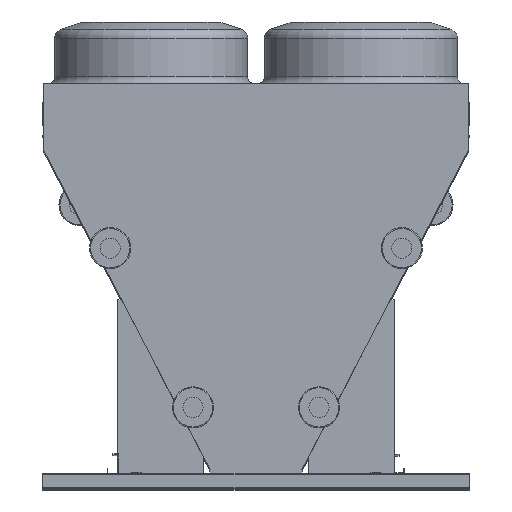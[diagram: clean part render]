
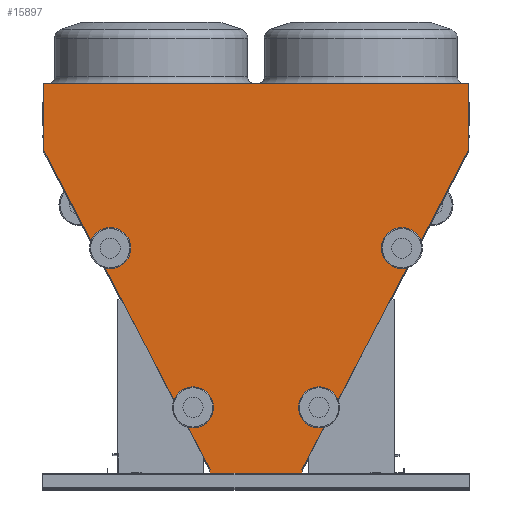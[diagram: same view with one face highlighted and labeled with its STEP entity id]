
A CAD part, top view. The second image highlights one B-rep face of the part: STEP entity #15897.
In plain terms, the highlighted planar face has unit normal (0, 0, 1).
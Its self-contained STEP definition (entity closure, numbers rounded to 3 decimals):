
#141 = ORIENTED_EDGE ( 'NONE', *, *, #15573, .T. ) ;
#158 = LINE ( 'NONE', #9069, #5072 ) ;
#227 = VECTOR ( 'NONE', #7791, 1000. ) ;
#294 = CARTESIAN_POINT ( 'NONE',  ( -246.893, 17.358, 0. ) ) ;
#308 = LINE ( 'NONE', #14470, #12153 ) ;
#933 = VECTOR ( 'NONE', #3009, 1000. ) ;
#971 = EDGE_CURVE ( 'NONE', #17575, #12846, #22659, .T. ) ;
#1094 = ORIENTED_EDGE ( 'NONE', *, *, #1411, .T. ) ;
#1270 = VECTOR ( 'NONE', #26403, 1000. ) ;
#1308 = CARTESIAN_POINT ( 'NONE',  ( -246.893, 17.358, 0. ) ) ;
#1411 = EDGE_CURVE ( 'NONE', #3092, #17575, #18350, .T. ) ;
#1458 = CARTESIAN_POINT ( 'NONE',  ( 279.893, 1.482, 0. ) ) ;
#1992 = DIRECTION ( 'NONE',  ( 0., -1., 0. ) ) ;
#2343 = ORIENTED_EDGE ( 'NONE', *, *, #16399, .T. ) ;
#2587 = LINE ( 'NONE', #22157, #12422 ) ;
#2801 = VERTEX_POINT ( 'NONE', #26321 ) ;
#2876 = CARTESIAN_POINT ( 'NONE',  ( 1127.607, 1711.053, 0. ) ) ;
#3009 = DIRECTION ( 'NONE',  ( 0., -1., 0. ) ) ;
#3092 = VERTEX_POINT ( 'NONE', #8543 ) ;
#3144 = LINE ( 'NONE', #16397, #24842 ) ;
#3170 = CARTESIAN_POINT ( 'NONE',  ( -1136.282, 1727.462, 0. ) ) ;
#3181 = LINE ( 'NONE', #6279, #19253 ) ;
#3224 = VECTOR ( 'NONE', #23458, 1000. ) ;
#3243 = PLANE ( 'NONE',  #26970 ) ;
#3245 = CARTESIAN_POINT ( 'NONE',  ( -279.893, 1.482, 0. ) ) ;
#3327 = CARTESIAN_POINT ( 'NONE',  ( -1126.246, 1711.83, 0. ) ) ;
#3392 = EDGE_CURVE ( 'NONE', #19211, #13577, #3785, .T. ) ;
#3660 = DIRECTION ( 'NONE',  ( 0.462, -0.887, 0. ) ) ;
#3694 = ORIENTED_EDGE ( 'NONE', *, *, #15321, .T. ) ;
#3785 = LINE ( 'NONE', #7611, #8695 ) ;
#3822 = DIRECTION ( 'NONE',  ( 0.887, 0.462, 0. ) ) ;
#4170 = DIRECTION ( 'NONE',  ( 0., 1., 0. ) ) ;
#4211 = DIRECTION ( 'NONE',  ( 0.887, -0.462, 0. ) ) ;
#4442 = VERTEX_POINT ( 'NONE', #23916 ) ;
#4546 = VECTOR ( 'NONE', #17179, 1000. ) ;
#4731 = LINE ( 'NONE', #12013, #26473 ) ;
#4741 = ORIENTED_EDGE ( 'NONE', *, *, #16656, .T. ) ;
#4864 = ORIENTED_EDGE ( 'NONE', *, *, #18822, .T. ) ;
#5072 = VECTOR ( 'NONE', #6968, 1000. ) ;
#5089 = CARTESIAN_POINT ( 'NONE',  ( -279.893, 0., 0. ) ) ;
#5196 = LINE ( 'NONE', #294, #4546 ) ;
#5686 = VERTEX_POINT ( 'NONE', #2876 ) ;
#5778 = FACE_OUTER_BOUND ( 'NONE', #14305, .T. ) ;
#5823 = LINE ( 'NONE', #1458, #227 ) ;
#5892 = VECTOR ( 'NONE', #18154, 1000. ) ;
#6266 = VERTEX_POINT ( 'NONE', #25906 ) ;
#6279 = CARTESIAN_POINT ( 'NONE',  ( 1136.15, 2083.62, 0. ) ) ;
#6968 = DIRECTION ( 'NONE',  ( 0., 1., 0. ) ) ;
#7448 = VERTEX_POINT ( 'NONE', #11786 ) ;
#7455 = DIRECTION ( 'NONE',  ( 0., 0., -1. ) ) ;
#7456 = DIRECTION ( 'NONE',  ( 0., 1., 0. ) ) ;
#7611 = CARTESIAN_POINT ( 'NONE',  ( 246.893, 17.358, 0. ) ) ;
#7791 = DIRECTION ( 'NONE',  ( -1., 0., 0. ) ) ;
#8185 = ORIENTED_EDGE ( 'NONE', *, *, #26056, .T. ) ;
#8543 = CARTESIAN_POINT ( 'NONE',  ( -279.893, 1.482, 0. ) ) ;
#8695 = VECTOR ( 'NONE', #18064, 1000. ) ;
#8773 = VECTOR ( 'NONE', #22980, 1000. ) ;
#8793 = VECTOR ( 'NONE', #12964, 1000. ) ;
#8813 = LINE ( 'NONE', #21605, #24935 ) ;
#8980 = ORIENTED_EDGE ( 'NONE', *, *, #11379, .T. ) ;
#9069 = CARTESIAN_POINT ( 'NONE',  ( 246.893, 17.358, 0. ) ) ;
#9561 = CARTESIAN_POINT ( 'NONE',  ( -279.893, 0., 0. ) ) ;
#9563 = CARTESIAN_POINT ( 'NONE',  ( -1136.282, 2083.62, 0. ) ) ;
#9809 = VECTOR ( 'NONE', #4211, 1000. ) ;
#10041 = ORIENTED_EDGE ( 'NONE', *, *, #25987, .T. ) ;
#10856 = CARTESIAN_POINT ( 'NONE',  ( 1127.607, 1711.053, 0. ) ) ;
#11379 = EDGE_CURVE ( 'NONE', #12846, #6266, #2587, .T. ) ;
#11384 = EDGE_CURVE ( 'NONE', #27271, #3092, #18012, .T. ) ;
#11388 = VERTEX_POINT ( 'NONE', #3327 ) ;
#11477 = CARTESIAN_POINT ( 'NONE',  ( 279.893, 0., 0. ) ) ;
#11786 = CARTESIAN_POINT ( 'NONE',  ( -245.403, 20.223, 0. ) ) ;
#12013 = CARTESIAN_POINT ( 'NONE',  ( -245.403, 20.223, 0. ) ) ;
#12114 = EDGE_CURVE ( 'NONE', #6266, #20144, #5823, .T. ) ;
#12153 = VECTOR ( 'NONE', #1992, 1000. ) ;
#12422 = VECTOR ( 'NONE', #7456, 1000. ) ;
#12482 = ORIENTED_EDGE ( 'NONE', *, *, #23591, .T. ) ;
#12596 = CARTESIAN_POINT ( 'NONE',  ( -246.893, 1.482, 0. ) ) ;
#12695 = ORIENTED_EDGE ( 'NONE', *, *, #12114, .T. ) ;
#12846 = VERTEX_POINT ( 'NONE', #11477 ) ;
#12964 = DIRECTION ( 'NONE',  ( 0.462, 0.887, 0. ) ) ;
#13015 = CARTESIAN_POINT ( 'NONE',  ( 246.893, 17.358, 0. ) ) ;
#13142 = EDGE_CURVE ( 'NONE', #27027, #5686, #20339, .T. ) ;
#13577 = VERTEX_POINT ( 'NONE', #22556 ) ;
#13834 = EDGE_CURVE ( 'NONE', #19986, #20262, #14382, .T. ) ;
#13864 = EDGE_CURVE ( 'NONE', #5686, #4442, #24918, .T. ) ;
#14036 = CARTESIAN_POINT ( 'NONE',  ( 279.893, 0., 0. ) ) ;
#14123 = VERTEX_POINT ( 'NONE', #9563 ) ;
#14248 = CARTESIAN_POINT ( 'NONE',  ( 246.893, 1.482, 0. ) ) ;
#14305 = EDGE_LOOP ( 'NONE', ( #12482, #18278, #3694, #4741, #10041, #4864, #26271, #1094, #21793, #8980, #12695, #2343, #15018, #8185, #24858, #21419, #141, #21219 ) ) ;
#14354 = EDGE_CURVE ( 'NONE', #15941, #14123, #25554, .T. ) ;
#14382 = LINE ( 'NONE', #21346, #3224 ) ;
#14470 = CARTESIAN_POINT ( 'NONE',  ( -1136.282, 1727.462, 0. ) ) ;
#14604 = CARTESIAN_POINT ( 'NONE',  ( -1136.282, 2083.62, 0. ) ) ;
#15018 = ORIENTED_EDGE ( 'NONE', *, *, #3392, .T. ) ;
#15321 = EDGE_CURVE ( 'NONE', #20262, #11388, #3144, .T. ) ;
#15573 = EDGE_CURVE ( 'NONE', #4442, #15941, #3181, .T. ) ;
#15813 = CARTESIAN_POINT ( 'NONE',  ( 0., 0., 0. ) ) ;
#15897 = ADVANCED_FACE ( 'NONE', ( #5778 ), #3243, .F. ) ;
#15941 = VERTEX_POINT ( 'NONE', #18006 ) ;
#16397 = CARTESIAN_POINT ( 'NONE',  ( -1127.739, 1711.053, 0. ) ) ;
#16399 = EDGE_CURVE ( 'NONE', #20144, #19211, #158, .T. ) ;
#16656 = EDGE_CURVE ( 'NONE', #11388, #7448, #4731, .T. ) ;
#16783 = CARTESIAN_POINT ( 'NONE',  ( 1127.607, 1711.053, 0. ) ) ;
#17179 = DIRECTION ( 'NONE',  ( -0.461, -0.887, 0. ) ) ;
#17575 = VERTEX_POINT ( 'NONE', #9561 ) ;
#18006 = CARTESIAN_POINT ( 'NONE',  ( 1136.15, 2083.62, 0. ) ) ;
#18012 = LINE ( 'NONE', #3245, #1270 ) ;
#18064 = DIRECTION ( 'NONE',  ( -0.463, 0.886, 0. ) ) ;
#18154 = DIRECTION ( 'NONE',  ( 1., 0., 0. ) ) ;
#18278 = ORIENTED_EDGE ( 'NONE', *, *, #13834, .T. ) ;
#18350 = LINE ( 'NONE', #5089, #933 ) ;
#18426 = VECTOR ( 'NONE', #20105, 1000. ) ;
#18822 = EDGE_CURVE ( 'NONE', #2801, #27271, #24037, .T. ) ;
#19211 = VERTEX_POINT ( 'NONE', #13015 ) ;
#19253 = VECTOR ( 'NONE', #4170, 1000. ) ;
#19986 = VERTEX_POINT ( 'NONE', #3170 ) ;
#20105 = DIRECTION ( 'NONE',  ( 0., -1., 0. ) ) ;
#20144 = VERTEX_POINT ( 'NONE', #14248 ) ;
#20262 = VERTEX_POINT ( 'NONE', #23172 ) ;
#20339 = LINE ( 'NONE', #16783, #9809 ) ;
#21219 = ORIENTED_EDGE ( 'NONE', *, *, #14354, .T. ) ;
#21346 = CARTESIAN_POINT ( 'NONE',  ( -1127.739, 1711.053, 0. ) ) ;
#21419 = ORIENTED_EDGE ( 'NONE', *, *, #13864, .T. ) ;
#21605 = CARTESIAN_POINT ( 'NONE',  ( 245.39, 20.232, 0. ) ) ;
#21793 = ORIENTED_EDGE ( 'NONE', *, *, #971, .T. ) ;
#22154 = DIRECTION ( 'NONE',  ( -1., 0., 0. ) ) ;
#22157 = CARTESIAN_POINT ( 'NONE',  ( 279.893, 0., 0. ) ) ;
#22184 = CARTESIAN_POINT ( 'NONE',  ( 1126.218, 1711.776, 0. ) ) ;
#22556 = CARTESIAN_POINT ( 'NONE',  ( 245.39, 20.232, 0. ) ) ;
#22659 = LINE ( 'NONE', #14036, #5892 ) ;
#22980 = DIRECTION ( 'NONE',  ( -1., 0., 0. ) ) ;
#23172 = CARTESIAN_POINT ( 'NONE',  ( -1127.739, 1711.053, 0. ) ) ;
#23458 = DIRECTION ( 'NONE',  ( 0.462, -0.887, 0. ) ) ;
#23591 = EDGE_CURVE ( 'NONE', #14123, #19986, #308, .T. ) ;
#23726 = DIRECTION ( 'NONE',  ( 0.462, 0.887, 0. ) ) ;
#23916 = CARTESIAN_POINT ( 'NONE',  ( 1136.15, 1727.462, 0. ) ) ;
#24037 = LINE ( 'NONE', #1308, #18426 ) ;
#24842 = VECTOR ( 'NONE', #3822, 1000. ) ;
#24858 = ORIENTED_EDGE ( 'NONE', *, *, #13142, .T. ) ;
#24918 = LINE ( 'NONE', #10856, #8793 ) ;
#24935 = VECTOR ( 'NONE', #23726, 1000. ) ;
#25554 = LINE ( 'NONE', #14604, #8773 ) ;
#25906 = CARTESIAN_POINT ( 'NONE',  ( 279.893, 1.482, 0. ) ) ;
#25987 = EDGE_CURVE ( 'NONE', #7448, #2801, #5196, .T. ) ;
#26056 = EDGE_CURVE ( 'NONE', #13577, #27027, #8813, .T. ) ;
#26271 = ORIENTED_EDGE ( 'NONE', *, *, #11384, .T. ) ;
#26321 = CARTESIAN_POINT ( 'NONE',  ( -246.893, 17.358, 0. ) ) ;
#26403 = DIRECTION ( 'NONE',  ( -1., 0., 0. ) ) ;
#26473 = VECTOR ( 'NONE', #3660, 1000. ) ;
#26970 = AXIS2_PLACEMENT_3D ( 'NONE', #15813, #7455, #22154 ) ;
#27027 = VERTEX_POINT ( 'NONE', #22184 ) ;
#27271 = VERTEX_POINT ( 'NONE', #12596 ) ;
